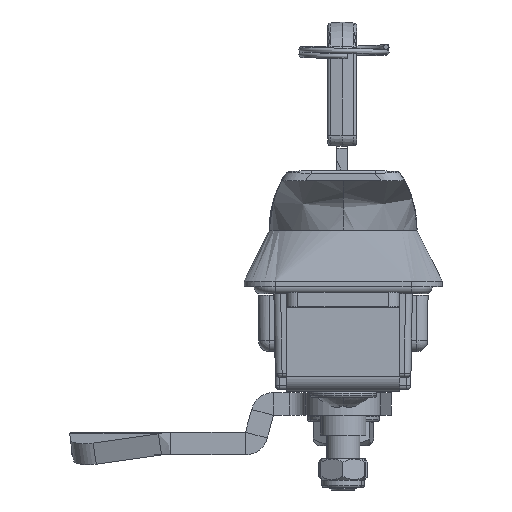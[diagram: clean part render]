
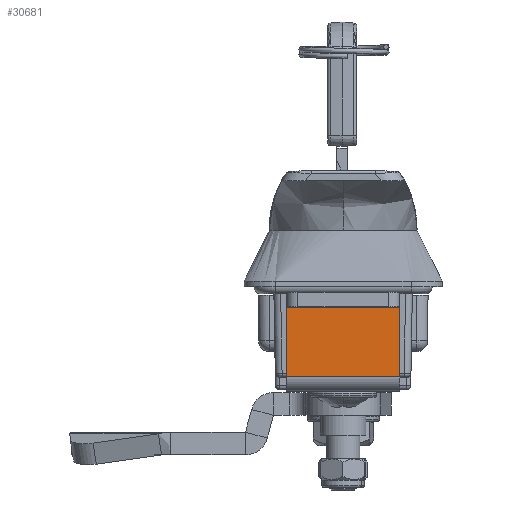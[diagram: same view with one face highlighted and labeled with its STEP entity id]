
A CAD part, front view. The second image highlights one B-rep face of the part: STEP entity #30681.
In plain terms, the highlighted planar face has unit normal (0, -1, 0).
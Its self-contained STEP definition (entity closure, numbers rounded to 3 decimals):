
#7 = AXIS2_PLACEMENT_3D ( 'NONE', #30245, #14715, #27334 ) ;
#1513 = EDGE_CURVE ( 'NONE', #34246, #14150, #8836, .T. ) ;
#4554 = CARTESIAN_POINT ( 'NONE',  ( 10., -39.2, 119.75 ) ) ;
#5755 = EDGE_CURVE ( 'NONE', #24276, #25328, #9356, .T. ) ;
#6374 = VECTOR ( 'NONE', #32856, 1000. ) ;
#7936 = VECTOR ( 'NONE', #12878, 1000. ) ;
#8836 = LINE ( 'NONE', #21675, #18223 ) ;
#9356 = LINE ( 'NONE', #21987, #7936 ) ;
#10061 = EDGE_CURVE ( 'NONE', #25328, #14150, #11297, .T. ) ;
#10876 = ORIENTED_EDGE ( 'NONE', *, *, #10061, .F. ) ;
#11297 = LINE ( 'NONE', #21008, #6374 ) ;
#12878 = DIRECTION ( 'NONE',  ( 1., 0., 0. ) ) ;
#14150 = VERTEX_POINT ( 'NONE', #4554 ) ;
#14715 = DIRECTION ( 'NONE',  ( 0., -1., 0. ) ) ;
#15558 = CARTESIAN_POINT ( 'NONE',  ( -10., -39.2, 132.05 ) ) ;
#15892 = DIRECTION ( 'NONE',  ( 1., 0., 0. ) ) ;
#17587 = FACE_OUTER_BOUND ( 'NONE', #19121, .T. ) ;
#17948 = ORIENTED_EDGE ( 'NONE', *, *, #1513, .T. ) ;
#18223 = VECTOR ( 'NONE', #15892, 1000. ) ;
#19121 = EDGE_LOOP ( 'NONE', ( #10876, #37445, #23426, #17948 ) ) ;
#21008 = CARTESIAN_POINT ( 'NONE',  ( 10., -39.2, 132.15 ) ) ;
#21675 = CARTESIAN_POINT ( 'NONE',  ( -10., -39.2, 119.75 ) ) ;
#21987 = CARTESIAN_POINT ( 'NONE',  ( -10., -39.2, 132.05 ) ) ;
#23426 = ORIENTED_EDGE ( 'NONE', *, *, #25110, .T. ) ;
#23718 = CARTESIAN_POINT ( 'NONE',  ( 10., -39.2, 132.05 ) ) ;
#23818 = CARTESIAN_POINT ( 'NONE',  ( -10., -39.2, 132.15 ) ) ;
#24276 = VERTEX_POINT ( 'NONE', #15558 ) ;
#24786 = LINE ( 'NONE', #23818, #33124 ) ;
#25110 = EDGE_CURVE ( 'NONE', #24276, #34246, #24786, .T. ) ;
#25328 = VERTEX_POINT ( 'NONE', #23718 ) ;
#25668 = CARTESIAN_POINT ( 'NONE',  ( -10., -39.2, 119.75 ) ) ;
#27136 = PLANE ( 'NONE',  #7 ) ;
#27334 = DIRECTION ( 'NONE',  ( -1., 0., 0. ) ) ;
#30245 = CARTESIAN_POINT ( 'NONE',  ( -10., -39.2, 132.15 ) ) ;
#30681 = ADVANCED_FACE ( 'NONE', ( #17587 ), #27136, .T. ) ;
#32856 = DIRECTION ( 'NONE',  ( 0., 0., -1. ) ) ;
#33124 = VECTOR ( 'NONE', #37428, 1000. ) ;
#34246 = VERTEX_POINT ( 'NONE', #25668 ) ;
#37428 = DIRECTION ( 'NONE',  ( 0., 0., -1. ) ) ;
#37445 = ORIENTED_EDGE ( 'NONE', *, *, #5755, .F. ) ;
